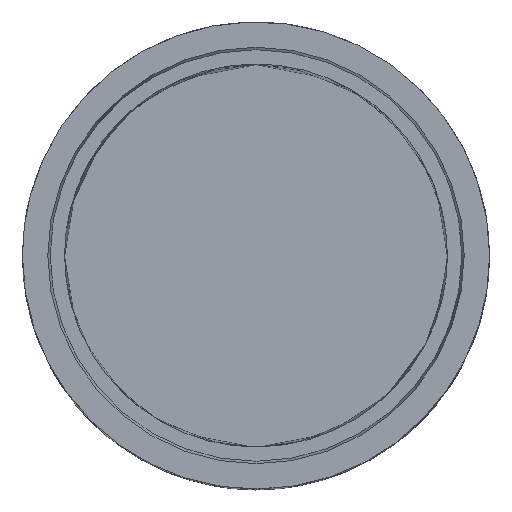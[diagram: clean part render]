
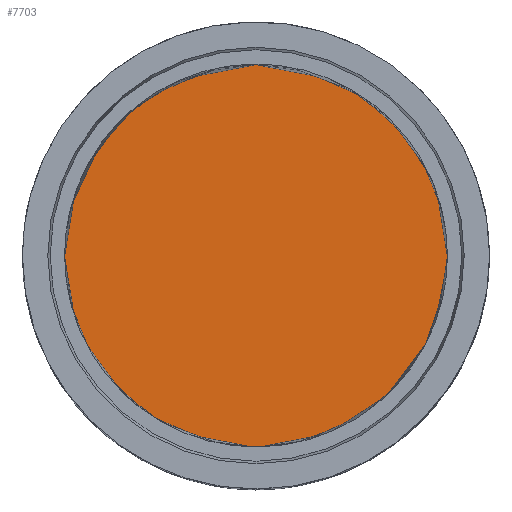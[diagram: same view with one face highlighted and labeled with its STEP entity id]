
A CAD part, top view. The second image highlights one B-rep face of the part: STEP entity #7703.
In plain terms, the highlighted planar face has unit normal (0, 0, 1).
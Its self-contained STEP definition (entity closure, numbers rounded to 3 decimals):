
#972 = AXIS2_PLACEMENT_3D ( 'NONE', #16834, #9941, #19680 ) ;
#3237 = EDGE_LOOP ( 'NONE', ( #15155, #14830 ) ) ;
#3455 = VERTEX_POINT ( 'NONE', #10169 ) ;
#5938 = VERTEX_POINT ( 'NONE', #15553 ) ;
#6475 = DIRECTION ( 'NONE',  ( 1., 0., 0. ) ) ;
#7703 = ADVANCED_FACE ( 'NONE', ( #11585 ), #16720, .T. ) ;
#8560 = DIRECTION ( 'NONE',  ( 0., 0., 1. ) ) ;
#8643 = CIRCLE ( 'NONE', #13194, 400. ) ;
#9153 = CARTESIAN_POINT ( 'NONE',  ( 0., 0., 0. ) ) ;
#9941 = DIRECTION ( 'NONE',  ( 0., 0., 1. ) ) ;
#9992 = EDGE_CURVE ( 'NONE', #5938, #3455, #13884, .T. ) ;
#10169 = CARTESIAN_POINT ( 'NONE',  ( -400., 0., 0. ) ) ;
#10441 = CARTESIAN_POINT ( 'NONE',  ( 0., 0., 0. ) ) ;
#10650 = DIRECTION ( 'NONE',  ( 0., 0., 1. ) ) ;
#11439 = AXIS2_PLACEMENT_3D ( 'NONE', #10441, #10650, #20716 ) ;
#11471 = EDGE_CURVE ( 'NONE', #3455, #5938, #8643, .T. ) ;
#11585 = FACE_OUTER_BOUND ( 'NONE', #3237, .T. ) ;
#13194 = AXIS2_PLACEMENT_3D ( 'NONE', #9153, #8560, #6475 ) ;
#13884 = CIRCLE ( 'NONE', #11439, 400. ) ;
#14830 = ORIENTED_EDGE ( 'NONE', *, *, #11471, .T. ) ;
#15155 = ORIENTED_EDGE ( 'NONE', *, *, #9992, .T. ) ;
#15553 = CARTESIAN_POINT ( 'NONE',  ( 400., 0., 0. ) ) ;
#16720 = PLANE ( 'NONE',  #972 ) ;
#16834 = CARTESIAN_POINT ( 'NONE',  ( 0., 0., 0. ) ) ;
#19680 = DIRECTION ( 'NONE',  ( 1., 0., 0. ) ) ;
#20716 = DIRECTION ( 'NONE',  ( 1., 0., 0. ) ) ;
